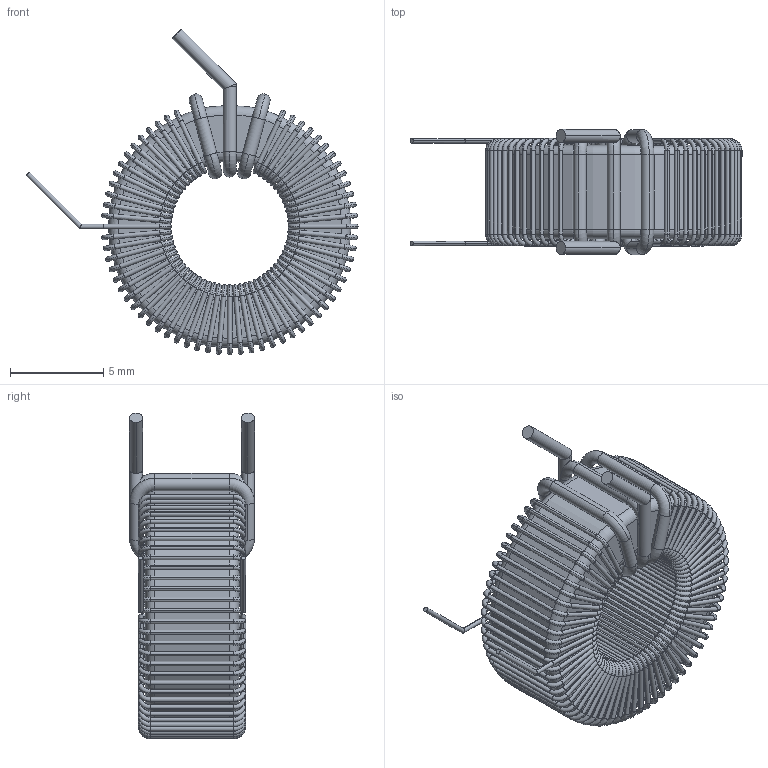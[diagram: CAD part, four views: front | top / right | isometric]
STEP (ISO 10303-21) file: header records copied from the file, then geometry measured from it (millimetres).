
FILE_DESCRIPTION (( 'STEP AP214' ), '1' );
FILE_NAME ('Current sensor 13x7x5.STEP', '2024-07-22T09:22:18', ( '' ), ( '' ), 'SwSTEP 2.0', 'SolidWorks 2021', '' );
FILE_SCHEMA (( 'AUTOMOTIVE_DESIGN' ));
Length unit declared in the file: millimetre
Products named in the file (1): Current sensor 13x7x5
Bounding box: 17.79 x 6.7 x 17.45 mm (x, y, z)
Volume: 542.8 mm3; surface area: 1474 mm2
Topology: 67 solids, 67 shells, 1092 faces, 2706 edges, 1616 vertices
Faces by surface type: cylinder 546, torus 536, plane 10
Entity records: 44175 total; most frequent: DIRECTION 7003, CARTESIAN_POINT 5537, ORIENTED_EDGE 5412, AXIS2_PLACEMENT_3D 3226, EDGE_CURVE 2706, CIRCLE 2133, VERTEX_POINT 1616, EDGE_LOOP 1094
